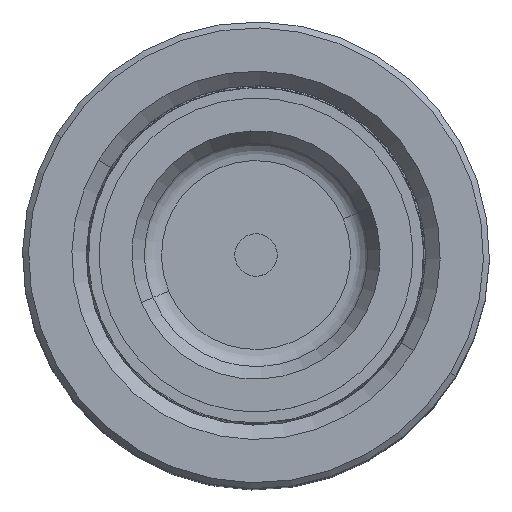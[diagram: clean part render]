
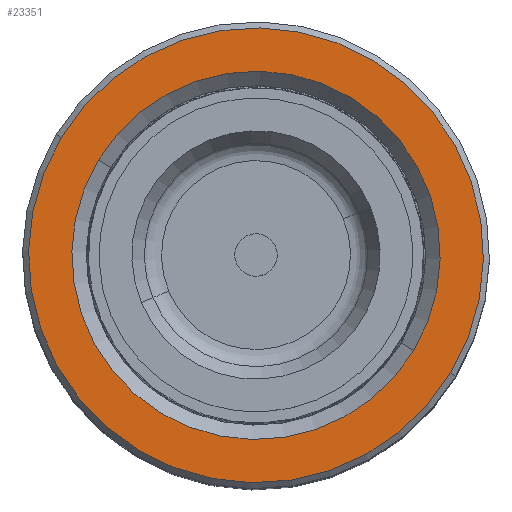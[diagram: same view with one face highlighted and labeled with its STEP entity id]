
A CAD part, top view. The second image highlights one B-rep face of the part: STEP entity #23351.
In plain terms, the highlighted planar face has unit normal (0, 0, 1).
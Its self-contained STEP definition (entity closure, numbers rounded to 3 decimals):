
#1235 = EDGE_CURVE ( 'NONE', #50991, #34361, #27535, .T. ) ;
#4133 = AXIS2_PLACEMENT_3D ( 'NONE', #11651, #26314, #29647 ) ;
#5120 = CIRCLE ( 'NONE', #4133, 21.7 ) ;
#5450 = CARTESIAN_POINT ( 'NONE',  ( 21.7, 0., 90. ) ) ;
#9358 = AXIS2_PLACEMENT_3D ( 'NONE', #9620, #42220, #32956 ) ;
#9620 = CARTESIAN_POINT ( 'NONE',  ( 0., 0., 90. ) ) ;
#9898 = AXIS2_PLACEMENT_3D ( 'NONE', #53140, #30415, #30725 ) ;
#11651 = CARTESIAN_POINT ( 'NONE',  ( 0., 0., 90. ) ) ;
#15813 = DIRECTION ( 'NONE',  ( 1., 0., 0. ) ) ;
#15858 = CIRCLE ( 'NONE', #49333, 21.7 ) ;
#16620 = FACE_OUTER_BOUND ( 'NONE', #30026, .T. ) ;
#17175 = EDGE_CURVE ( 'NONE', #34361, #50991, #39158, .T. ) ;
#17687 = ORIENTED_EDGE ( 'NONE', *, *, #17175, .T. ) ;
#20011 = DIRECTION ( 'NONE',  ( 0., 0., -1. ) ) ;
#20223 = DIRECTION ( 'NONE',  ( 0., 0., 1. ) ) ;
#21413 = CARTESIAN_POINT ( 'NONE',  ( -26.8, 0., 90. ) ) ;
#23351 = ADVANCED_FACE ( 'NONE', ( #16620, #34892 ), #53453, .T. ) ;
#26314 = DIRECTION ( 'NONE',  ( 0., 0., -1. ) ) ;
#26959 = EDGE_CURVE ( 'NONE', #52891, #53636, #5120, .T. ) ;
#27535 = CIRCLE ( 'NONE', #9358, 26.8 ) ;
#28940 = DIRECTION ( 'NONE',  ( 1., 0., 0. ) ) ;
#29647 = DIRECTION ( 'NONE',  ( 1., 0., 0. ) ) ;
#30026 = EDGE_LOOP ( 'NONE', ( #17687, #31500 ) ) ;
#30415 = DIRECTION ( 'NONE',  ( 0., 0., 1. ) ) ;
#30725 = DIRECTION ( 'NONE',  ( 1., 0., 0. ) ) ;
#31500 = ORIENTED_EDGE ( 'NONE', *, *, #1235, .T. ) ;
#32956 = DIRECTION ( 'NONE',  ( 1., 0., 0. ) ) ;
#34361 = VERTEX_POINT ( 'NONE', #21413 ) ;
#34892 = FACE_BOUND ( 'NONE', #36918, .T. ) ;
#35205 = ORIENTED_EDGE ( 'NONE', *, *, #35407, .T. ) ;
#35407 = EDGE_CURVE ( 'NONE', #53636, #52891, #15858, .T. ) ;
#35842 = CARTESIAN_POINT ( 'NONE',  ( 26.8, 0., 90. ) ) ;
#36918 = EDGE_LOOP ( 'NONE', ( #35205, #36932 ) ) ;
#36932 = ORIENTED_EDGE ( 'NONE', *, *, #26959, .T. ) ;
#39158 = CIRCLE ( 'NONE', #50613, 26.8 ) ;
#39179 = CARTESIAN_POINT ( 'NONE',  ( 0., 0., 90. ) ) ;
#42220 = DIRECTION ( 'NONE',  ( 0., 0., 1. ) ) ;
#49333 = AXIS2_PLACEMENT_3D ( 'NONE', #39179, #20011, #15813 ) ;
#50613 = AXIS2_PLACEMENT_3D ( 'NONE', #57043, #20223, #28940 ) ;
#50991 = VERTEX_POINT ( 'NONE', #35842 ) ;
#52891 = VERTEX_POINT ( 'NONE', #53465 ) ;
#53140 = CARTESIAN_POINT ( 'NONE',  ( 0., 0., 90. ) ) ;
#53453 = PLANE ( 'NONE',  #9898 ) ;
#53465 = CARTESIAN_POINT ( 'NONE',  ( -21.7, 0., 90. ) ) ;
#53636 = VERTEX_POINT ( 'NONE', #5450 ) ;
#57043 = CARTESIAN_POINT ( 'NONE',  ( 0., 0., 90. ) ) ;
